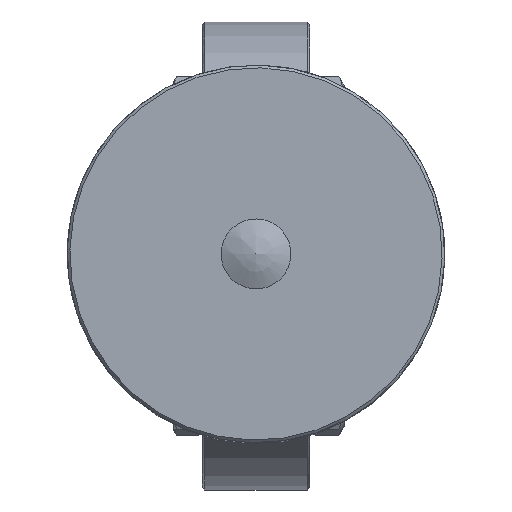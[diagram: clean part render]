
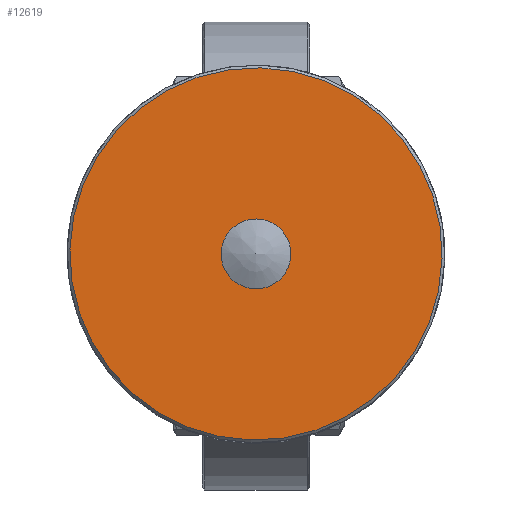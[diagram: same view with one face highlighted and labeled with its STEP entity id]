
A CAD part, top view. The second image highlights one B-rep face of the part: STEP entity #12619.
In plain terms, the highlighted planar face has unit normal (0, 0, 1).
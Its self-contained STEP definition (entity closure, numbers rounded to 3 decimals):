
#617=PLANE('',#13712);
#799=FACE_BOUND('',#1935,.T.);
#1209=FACE_OUTER_BOUND('',#1934,.T.);
#1934=EDGE_LOOP('',(#9357,#9358));
#1935=EDGE_LOOP('',(#9359,#9360));
#2753=CIRCLE('',#13683,6.5);
#2754=CIRCLE('',#13684,6.5);
#2769=CIRCLE('',#13707,34.6);
#2770=CIRCLE('',#13708,34.6);
#5182=VERTEX_POINT('',#20586);
#5183=VERTEX_POINT('',#20588);
#5202=VERTEX_POINT('',#20639);
#5203=VERTEX_POINT('',#20640);
#6699=EDGE_CURVE('',#5183,#5182,#2753,.T.);
#6700=EDGE_CURVE('',#5182,#5183,#2754,.T.);
#6723=EDGE_CURVE('',#5202,#5203,#2769,.T.);
#6724=EDGE_CURVE('',#5203,#5202,#2770,.T.);
#9357=ORIENTED_EDGE('',*,*,#6723,.T.);
#9358=ORIENTED_EDGE('',*,*,#6724,.T.);
#9359=ORIENTED_EDGE('',*,*,#6699,.T.);
#9360=ORIENTED_EDGE('',*,*,#6700,.T.);
#12619=ADVANCED_FACE('',(#1209,#799),#617,.T.);
#13683=AXIS2_PLACEMENT_3D('',#20589,#16311,#16312);
#13684=AXIS2_PLACEMENT_3D('',#20590,#16313,#16314);
#13707=AXIS2_PLACEMENT_3D('',#20641,#16367,#16368);
#13708=AXIS2_PLACEMENT_3D('',#20642,#16369,#16370);
#13712=AXIS2_PLACEMENT_3D('',#20650,#16378,#16379);
#16311=DIRECTION('center_axis',(0.,0.,
-1.));
#16312=DIRECTION('ref_axis',(1.,0.,0.));
#16313=DIRECTION('center_axis',(0.,0.,
-1.));
#16314=DIRECTION('ref_axis',(1.,0.,0.));
#16367=DIRECTION('center_axis',(0.,0.,
1.));
#16368=DIRECTION('ref_axis',(1.,-0.027,0.));
#16369=DIRECTION('center_axis',(0.,0.,
1.));
#16370=DIRECTION('ref_axis',(1.,-0.027,0.));
#16378=DIRECTION('center_axis',(0.,0.,
1.));
#16379=DIRECTION('ref_axis',(1.,-0.027,0.));
#20586=CARTESIAN_POINT('',(-6.499,0.136,220.5));
#20588=CARTESIAN_POINT('',(-0.136,-6.499,220.5));
#20589=CARTESIAN_POINT('Origin',(0.,0.,
220.5));
#20590=CARTESIAN_POINT('Origin',(0.,0.,
220.5));
#20639=CARTESIAN_POINT('',(34.588,-0.919,220.5));
#20640=CARTESIAN_POINT('',(-34.588,0.919,220.5));
#20641=CARTESIAN_POINT('Origin',(0.,0.,
220.5));
#20642=CARTESIAN_POINT('Origin',(0.,0.,
220.5));
#20650=CARTESIAN_POINT('Origin',(-0.466,-17.544,220.5));
